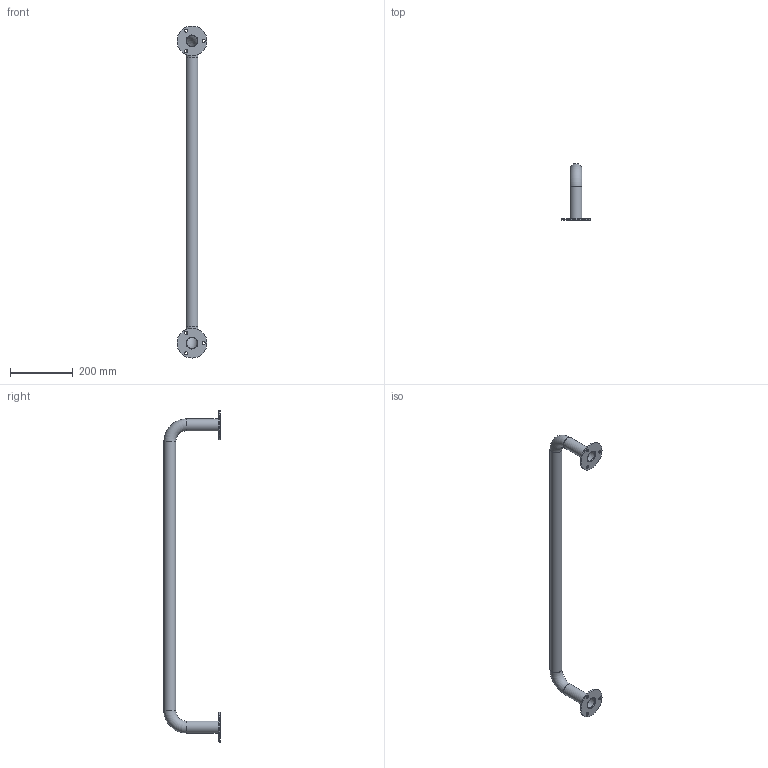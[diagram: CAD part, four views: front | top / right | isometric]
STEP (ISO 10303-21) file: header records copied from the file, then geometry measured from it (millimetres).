
FILE_DESCRIPTION(('STEP AP214'), '1');
FILE_NAME('KPSÎ701', '', ('UNSPECIFIED'), ('UNSPECIFIED'), 'ASCON STEP Converter 1.3', 'ASCON Math Kernel', '');
FILE_SCHEMA(('AUTOMOTIVE_DESIGN { 1 0 10303 214 3 1 1}'));
Length unit declared in the file: millimetre
Products named in the file (3): 001; 婑鳧氀
Assembly tree (3 placements, depth 2):
  (unnamed)
    001
    婑鳧氀  x2
Bounding box: 95 x 179.05 x 1056.9 mm (x, y, z)
Volume: 190191.8 mm3; surface area: 315429.9 mm2
Topology: 3 solids, 3 shells, 28 faces, 56 edges, 34 vertices
Faces by surface type: cylinder 16, torus 6, plane 6
Full cylindrical faces by diameter (mm): 10 x6, 36.1 x3, 37.1 x2, 38.1 x3, 95 x2
Entity records: 875 total; most frequent: DIRECTION 110, CARTESIAN_POINT 78, AXIS2_PLACEMENT_3D 55, EDGE_LOOP 46, ORIENTED_EDGE 46, FACE_OUTER_BOUND 32, COLOUR_RGB 26, PRESENTATION_STYLE_ASSIGNMENT 26
